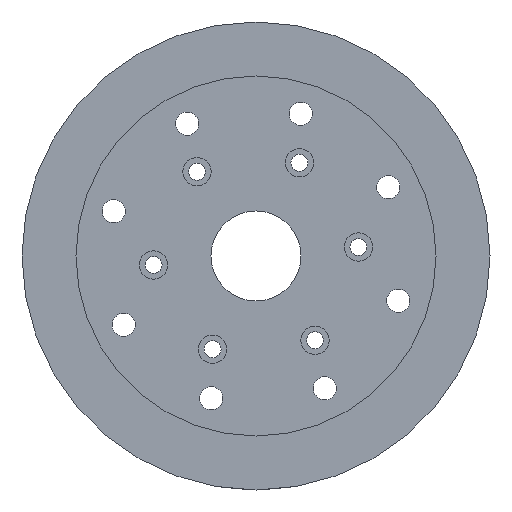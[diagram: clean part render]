
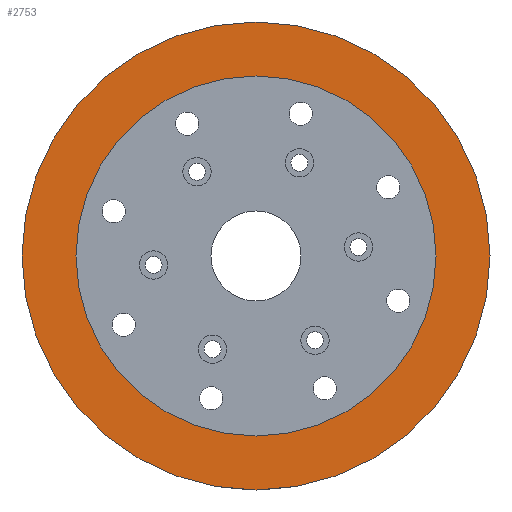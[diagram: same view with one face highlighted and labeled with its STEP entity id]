
A CAD part, front view. The second image highlights one B-rep face of the part: STEP entity #2753.
In plain terms, the highlighted planar face has unit normal (0, -1, 0).
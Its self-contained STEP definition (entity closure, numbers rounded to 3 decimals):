
#47 = CARTESIAN_POINT ( 'NONE',  ( 0., -9.5, 0. ) ) ;
#264 = CIRCLE ( 'NONE', #2885, 70. ) ;
#276 = VERTEX_POINT ( 'NONE', #2097 ) ;
#457 = DIRECTION ( 'NONE',  ( 0., 1., 0. ) ) ;
#518 = CARTESIAN_POINT ( 'NONE',  ( 0., -9.5, 0. ) ) ;
#590 = CIRCLE ( 'NONE', #1265, 70. ) ;
#717 = CIRCLE ( 'NONE', #1501, 91. ) ;
#726 = CARTESIAN_POINT ( 'NONE',  ( 0., -9.5, -91. ) ) ;
#774 = CARTESIAN_POINT ( 'NONE',  ( 0., -9.5, -70. ) ) ;
#1181 = EDGE_CURVE ( 'NONE', #276, #1467, #590, .T. ) ;
#1265 = AXIS2_PLACEMENT_3D ( 'NONE', #47, #2224, #3288 ) ;
#1351 = EDGE_LOOP ( 'NONE', ( #2504, #1566 ) ) ;
#1388 = CARTESIAN_POINT ( 'NONE',  ( 0., -9.5, 0. ) ) ;
#1450 = EDGE_LOOP ( 'NONE', ( #3228, #2040 ) ) ;
#1467 = VERTEX_POINT ( 'NONE', #774 ) ;
#1501 = AXIS2_PLACEMENT_3D ( 'NONE', #1809, #2366, #3428 ) ;
#1534 = DIRECTION ( 'NONE',  ( 0., 0., 1. ) ) ;
#1544 = AXIS2_PLACEMENT_3D ( 'NONE', #518, #3239, #1609 ) ;
#1566 = ORIENTED_EDGE ( 'NONE', *, *, #2748, .F. ) ;
#1583 = FACE_BOUND ( 'NONE', #1450, .T. ) ;
#1609 = DIRECTION ( 'NONE',  ( 0., 0., 1. ) ) ;
#1620 = DIRECTION ( 'NONE',  ( 0., 0., -1. ) ) ;
#1797 = VERTEX_POINT ( 'NONE', #2827 ) ;
#1809 = CARTESIAN_POINT ( 'NONE',  ( 0., -9.5, 0. ) ) ;
#2040 = ORIENTED_EDGE ( 'NONE', *, *, #1181, .F. ) ;
#2097 = CARTESIAN_POINT ( 'NONE',  ( 0., -9.5, 70. ) ) ;
#2224 = DIRECTION ( 'NONE',  ( 0., -1., 0. ) ) ;
#2366 = DIRECTION ( 'NONE',  ( 0., 1., 0. ) ) ;
#2390 = VERTEX_POINT ( 'NONE', #726 ) ;
#2399 = CARTESIAN_POINT ( 'NONE',  ( 0., -9.5, 0. ) ) ;
#2495 = DIRECTION ( 'NONE',  ( 0., -1., 0. ) ) ;
#2504 = ORIENTED_EDGE ( 'NONE', *, *, #3073, .F. ) ;
#2654 = PLANE ( 'NONE',  #3290 ) ;
#2748 = EDGE_CURVE ( 'NONE', #1797, #2390, #717, .T. ) ;
#2753 = ADVANCED_FACE ( 'NONE', ( #1583, #2869 ), #2654, .F. ) ;
#2821 = EDGE_CURVE ( 'NONE', #1467, #276, #264, .T. ) ;
#2827 = CARTESIAN_POINT ( 'NONE',  ( 0., -9.5, 91. ) ) ;
#2869 = FACE_OUTER_BOUND ( 'NONE', #1351, .T. ) ;
#2885 = AXIS2_PLACEMENT_3D ( 'NONE', #1388, #2495, #1620 ) ;
#3073 = EDGE_CURVE ( 'NONE', #2390, #1797, #3446, .T. ) ;
#3228 = ORIENTED_EDGE ( 'NONE', *, *, #2821, .F. ) ;
#3239 = DIRECTION ( 'NONE',  ( 0., 1., 0. ) ) ;
#3288 = DIRECTION ( 'NONE',  ( 0., 0., -1. ) ) ;
#3290 = AXIS2_PLACEMENT_3D ( 'NONE', #2399, #457, #1534 ) ;
#3428 = DIRECTION ( 'NONE',  ( 0., 0., 1. ) ) ;
#3446 = CIRCLE ( 'NONE', #1544, 91. ) ;
